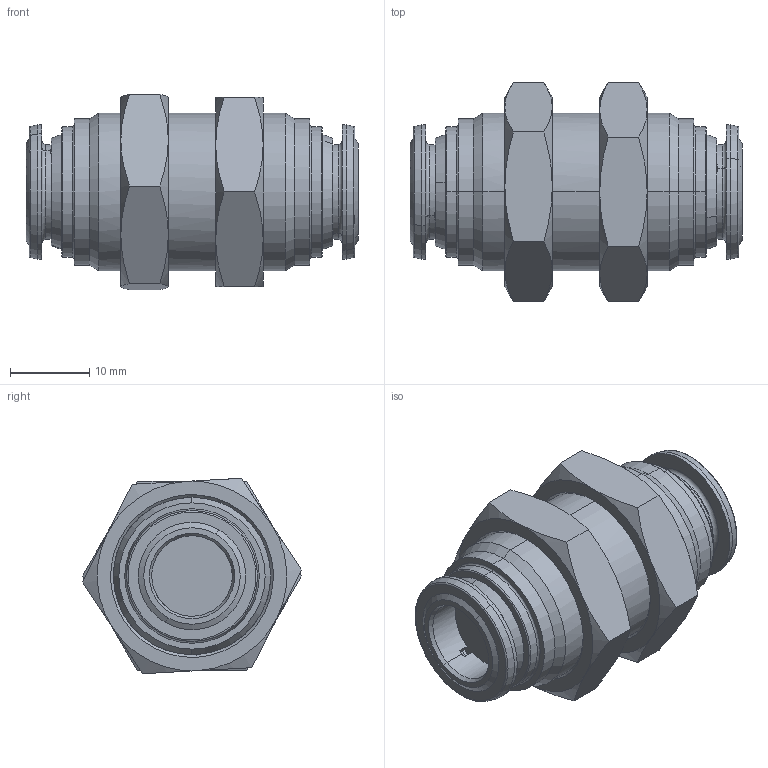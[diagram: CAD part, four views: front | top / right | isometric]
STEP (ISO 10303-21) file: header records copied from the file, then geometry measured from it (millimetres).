
FILE_DESCRIPTION (( 'STEP AP214' ), '1' );
FILE_NAME ('6005000004.step', '2012-10-16T16:31:51', ( '' ), ( '' ), 'SwSTEP 2.0', 'SolidWorks 2012', '' );
FILE_SCHEMA (( 'AUTOMOTIVE_DESIGN' ));
Length unit declared in the file: millimetre
Products named in the file (1): 6005000004
Bounding box: 42 x 27.71 x 24.72 mm (x, y, z)
Volume: 12651.2 mm3; surface area: 4800.9 mm2
Topology: 1 solids, 1 shells, 152 faces, 342 edges, 204 vertices
Faces by surface type: cone 60, plane 42, cylinder 30, torus 20
Entity records: 6148 total; most frequent: CARTESIAN_POINT 987, DIRECTION 784, ORIENTED_EDGE 684, EDGE_CURVE 342, AXIS2_PLACEMENT_3D 337, VERTEX_POINT 204, CIRCLE 184, EDGE_LOOP 172
